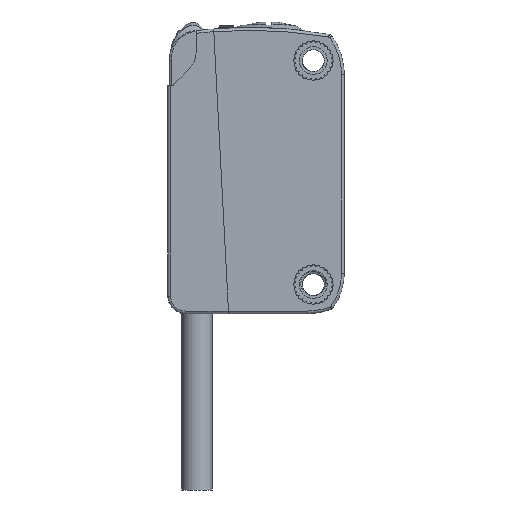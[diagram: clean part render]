
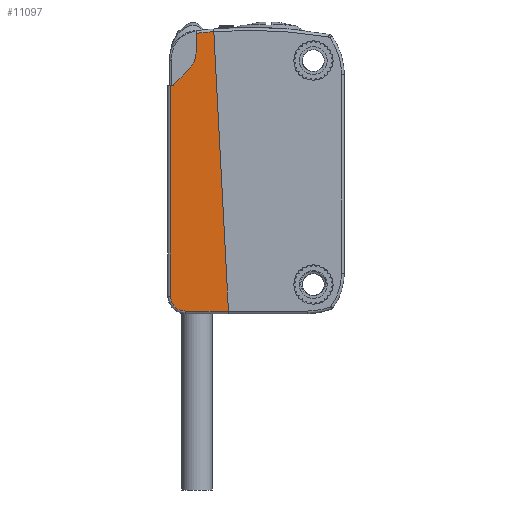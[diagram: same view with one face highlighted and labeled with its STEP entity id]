
A CAD part, front view. The second image highlights one B-rep face of the part: STEP entity #11097.
In plain terms, the highlighted planar face has unit normal (0, -1, 0).
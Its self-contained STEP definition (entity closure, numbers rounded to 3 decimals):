
#960=LINE('',#41737,#1641);
#961=LINE('',#41739,#1642);
#962=LINE('',#41743,#1643);
#963=LINE('',#41747,#1644);
#964=LINE('',#41751,#1645);
#1641=VECTOR('',#15133,1.);
#1642=VECTOR('',#15134,1.);
#1643=VECTOR('',#15137,1.);
#1644=VECTOR('',#15140,1.);
#1645=VECTOR('',#15143,1.);
#2708=FACE_OUTER_BOUND('',#3364,.T.);
#3364=EDGE_LOOP('',(#9629,#9630,#9631,#9632,#9633,#9634,#9635,#9636,#9637));
#4123=CIRCLE('',#12319,53.577);
#4124=CIRCLE('',#12320,2.5);
#4125=CIRCLE('',#12321,0.5);
#4126=CIRCLE('',#12322,1.7);
#5069=VERTEX_POINT('',#41735);
#5070=VERTEX_POINT('',#41736);
#5071=VERTEX_POINT('',#41738);
#5072=VERTEX_POINT('',#41740);
#5073=VERTEX_POINT('',#41742);
#5074=VERTEX_POINT('',#41744);
#5075=VERTEX_POINT('',#41746);
#5076=VERTEX_POINT('',#41748);
#5077=VERTEX_POINT('',#41750);
#6628=EDGE_CURVE('',#5069,#5070,#960,.T.);
#6629=EDGE_CURVE('',#5070,#5071,#961,.T.);
#6630=EDGE_CURVE('',#5071,#5072,#4123,.T.);
#6631=EDGE_CURVE('',#5073,#5072,#962,.T.);
#6632=EDGE_CURVE('',#5074,#5073,#4124,.T.);
#6633=EDGE_CURVE('',#5075,#5074,#963,.T.);
#6634=EDGE_CURVE('',#5076,#5075,#4125,.T.);
#6635=EDGE_CURVE('',#5076,#5077,#964,.T.);
#6636=EDGE_CURVE('',#5077,#5069,#4126,.T.);
#9629=ORIENTED_EDGE('',*,*,#6628,.T.);
#9630=ORIENTED_EDGE('',*,*,#6629,.T.);
#9631=ORIENTED_EDGE('',*,*,#6630,.T.);
#9632=ORIENTED_EDGE('',*,*,#6631,.F.);
#9633=ORIENTED_EDGE('',*,*,#6632,.F.);
#9634=ORIENTED_EDGE('',*,*,#6633,.F.);
#9635=ORIENTED_EDGE('',*,*,#6634,.F.);
#9636=ORIENTED_EDGE('',*,*,#6635,.T.);
#9637=ORIENTED_EDGE('',*,*,#6636,.T.);
#10544=PLANE('',#12318);
#11097=ADVANCED_FACE('',(#2708),#10544,.T.);
#12318=AXIS2_PLACEMENT_3D('',#41734,#15131,#15132);
#12319=AXIS2_PLACEMENT_3D('',#41741,#15135,#15136);
#12320=AXIS2_PLACEMENT_3D('',#41745,#15138,#15139);
#12321=AXIS2_PLACEMENT_3D('',#41749,#15141,#15142);
#12322=AXIS2_PLACEMENT_3D('',#41752,#15144,#15145);
#15131=DIRECTION('center_axis',(0.,-1.,0.));
#15132=DIRECTION('ref_axis',(0.,0.,-1.));
#15133=DIRECTION('',(1.,0.,0.));
#15134=DIRECTION('',(-0.052,0.,0.999));
#15135=DIRECTION('center_axis',(0.,-1.,0.));
#15136=DIRECTION('ref_axis',(0.,0.,-1.));
#15137=DIRECTION('',(0.,0.,1.));
#15138=DIRECTION('center_axis',(0.,-1.,0.));
#15139=DIRECTION('ref_axis',(-1.,0.,0.));
#15140=DIRECTION('',(0.707,0.,0.707));
#15141=DIRECTION('center_axis',(0.,-1.,0.));
#15142=DIRECTION('ref_axis',(0.,0.,
1.));
#15143=DIRECTION('',(0.,0.,-1.));
#15144=DIRECTION('center_axis',(0.,-1.,0.));
#15145=DIRECTION('ref_axis',(0.,0.,-1.));
#41734=CARTESIAN_POINT('Origin',(-14.49,-11.98,-32.444));
#41735=CARTESIAN_POINT('',(-14.5,-11.98,-28.4));
#41736=CARTESIAN_POINT('',(-9.627,-11.98,-28.4));
#41737=CARTESIAN_POINT('',(-14.49,-11.98,-28.4));
#41738=CARTESIAN_POINT('',(-11.287,-11.98,3.288));
#41739=CARTESIAN_POINT('',(-9.429,-11.98,-32.178));
#41740=CARTESIAN_POINT('',(-13.3,-11.98,3.097));
#41741=CARTESIAN_POINT('Origin',(-7.25,-11.98,-50.137));
#41742=CARTESIAN_POINT('',(-13.3,-11.98,0.868));
#41743=CARTESIAN_POINT('',(-13.3,-11.98,-31.767));
#41744=CARTESIAN_POINT('',(-14.032,-11.98,-0.899));
#41745=CARTESIAN_POINT('Origin',(-15.8,-11.98,0.868));
#41746=CARTESIAN_POINT('',(-15.846,-11.98,-2.714));
#41747=CARTESIAN_POINT('',(-14.032,-11.98,-0.899));
#41748=CARTESIAN_POINT('',(-16.2,-11.98,-2.86));
#41749=CARTESIAN_POINT('Origin',(-16.2,-11.98,-2.36));
#41750=CARTESIAN_POINT('',(-16.2,-11.98,-26.7));
#41751=CARTESIAN_POINT('',(-16.2,-11.98,-31.767));
#41752=CARTESIAN_POINT('Origin',(-14.5,-11.98,-26.7));
